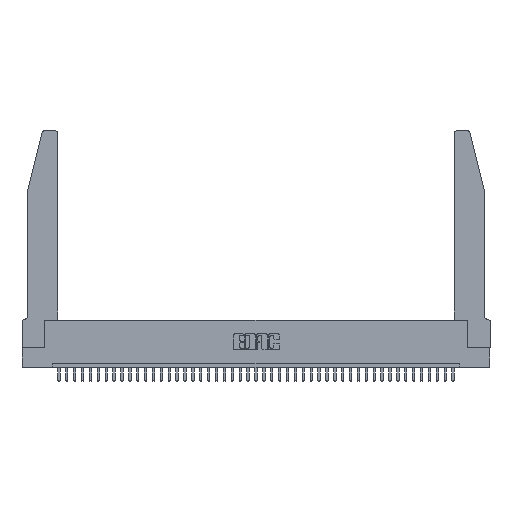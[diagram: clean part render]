
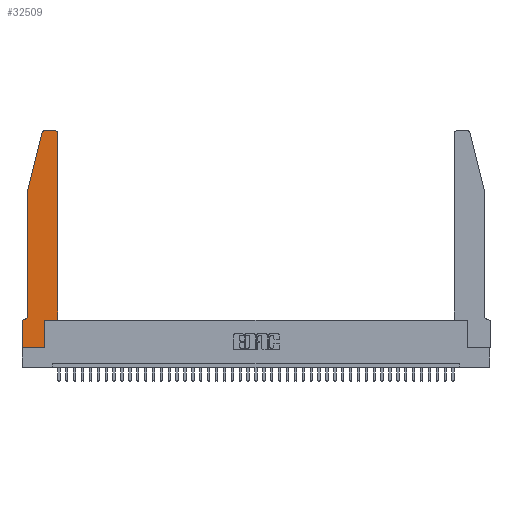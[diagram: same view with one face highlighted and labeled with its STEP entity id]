
A CAD part, top view. The second image highlights one B-rep face of the part: STEP entity #32509.
In plain terms, the highlighted planar face has unit normal (0, 0, 1).
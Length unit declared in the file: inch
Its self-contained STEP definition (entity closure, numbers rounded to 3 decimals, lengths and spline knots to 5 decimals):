
#305 = ORIENTED_EDGE ( 'NONE', *, *, #13660, .T. ) ;
#1143 = VECTOR ( 'NONE', #14262, 39.37008 ) ;
#1202 = AXIS2_PLACEMENT_3D ( 'NONE', #20441, #29726, #20001 ) ;
#2255 = LINE ( 'NONE', #10717, #1143 ) ;
#2662 = ORIENTED_EDGE ( 'NONE', *, *, #8087, .T. ) ;
#2937 = VERTEX_POINT ( 'NONE', #26789 ) ;
#3610 = DIRECTION ( 'NONE',  ( 1., 0., 0. ) ) ;
#4419 = VERTEX_POINT ( 'NONE', #22222 ) ;
#4484 = CARTESIAN_POINT ( 'NONE',  ( 0.0755, 2., 0.37 ) ) ;
#4499 = CARTESIAN_POINT ( 'NONE',  ( 0.0755, 2., 0.37 ) ) ;
#4840 = CARTESIAN_POINT ( 'NONE',  ( 0., 0., 0.37 ) ) ;
#4926 = ORIENTED_EDGE ( 'NONE', *, *, #36167, .T. ) ;
#5955 = VERTEX_POINT ( 'NONE', #37967 ) ;
#6443 = EDGE_CURVE ( 'NONE', #23363, #10134, #24805, .T. ) ;
#6992 = VECTOR ( 'NONE', #21897, 39.37008 ) ;
#7606 = ORIENTED_EDGE ( 'NONE', *, *, #28654, .T. ) ;
#8087 = EDGE_CURVE ( 'NONE', #27653, #4419, #8600, .T. ) ;
#8360 = EDGE_CURVE ( 'NONE', #10134, #27653, #12658, .T. ) ;
#8600 = LINE ( 'NONE', #24697, #29300 ) ;
#8696 = LINE ( 'NONE', #27545, #32456 ) ;
#8818 = DIRECTION ( 'NONE',  ( 0., -1., 0. ) ) ;
#9668 = EDGE_CURVE ( 'NONE', #13235, #2937, #33794, .T. ) ;
#9750 = VERTEX_POINT ( 'NONE', #11110 ) ;
#10134 = VERTEX_POINT ( 'NONE', #4840 ) ;
#10517 = CARTESIAN_POINT ( 'NONE',  ( 0., 0., 0.37 ) ) ;
#10629 = FACE_OUTER_BOUND ( 'NONE', #24490, .T. ) ;
#10661 = PLANE ( 'NONE',  #1202 ) ;
#10717 = CARTESIAN_POINT ( 'NONE',  ( 0.0755, 0.35, 0.37 ) ) ;
#11103 = EDGE_CURVE ( 'NONE', #9750, #38766, #19042, .T. ) ;
#11110 = CARTESIAN_POINT ( 'NONE',  ( 0.0755, 2., 0.37 ) ) ;
#11425 = VECTOR ( 'NONE', #8818, 39.37008 ) ;
#11470 = CIRCLE ( 'NONE', #31896, 0.03 ) ;
#12658 = LINE ( 'NONE', #14945, #6992 ) ;
#13235 = VERTEX_POINT ( 'NONE', #19562 ) ;
#13637 = CARTESIAN_POINT ( 'NONE',  ( 0.284, 2.72, 0.37 ) ) ;
#13660 = EDGE_CURVE ( 'NONE', #35514, #5955, #23800, .T. ) ;
#13862 = DIRECTION ( 'NONE',  ( -1., 0., 0. ) ) ;
#14171 = VECTOR ( 'NONE', #14316, 39.37008 ) ;
#14262 = DIRECTION ( 'NONE',  ( -1., 0., 0. ) ) ;
#14316 = DIRECTION ( 'NONE',  ( -0.239, -0.971, 0. ) ) ;
#14408 = DIRECTION ( 'NONE',  ( -1., 0., 0. ) ) ;
#14945 = CARTESIAN_POINT ( 'NONE',  ( 0., 0., 0.37 ) ) ;
#15586 = CARTESIAN_POINT ( 'NONE',  ( 0., 0.35, 0.37 ) ) ;
#16148 = ORIENTED_EDGE ( 'NONE', *, *, #11103, .T. ) ;
#16809 = CARTESIAN_POINT ( 'NONE',  ( 0.0755, 0.42, 0.37 ) ) ;
#16879 = LINE ( 'NONE', #20294, #26013 ) ;
#16972 = CARTESIAN_POINT ( 'NONE',  ( 0.4205, 2.72, 0.37 ) ) ;
#16976 = CIRCLE ( 'NONE', #30506, 0.07 ) ;
#17139 = ORIENTED_EDGE ( 'NONE', *, *, #41703, .T. ) ;
#17141 = VECTOR ( 'NONE', #30011, 39.37008 ) ;
#17344 = CARTESIAN_POINT ( 'NONE',  ( 0.4205, 2.75, 0.37 ) ) ;
#17491 = DIRECTION ( 'NONE',  ( 0., 0., 1. ) ) ;
#17773 = DIRECTION ( 'NONE',  ( 0., 1., 0. ) ) ;
#17849 = ORIENTED_EDGE ( 'NONE', *, *, #8360, .T. ) ;
#18712 = VERTEX_POINT ( 'NONE', #17344 ) ;
#19042 = LINE ( 'NONE', #4499, #11425 ) ;
#19562 = CARTESIAN_POINT ( 'NONE',  ( 0.4505, 0.35, 0.37 ) ) ;
#20001 = DIRECTION ( 'NONE',  ( 1., 0., 0. ) ) ;
#20010 = ORIENTED_EDGE ( 'NONE', *, *, #9668, .T. ) ;
#20294 = CARTESIAN_POINT ( 'NONE',  ( 0.4505, 0.35, 0.37 ) ) ;
#20441 = CARTESIAN_POINT ( 'NONE',  ( 0., 0.35, 0.37 ) ) ;
#21897 = DIRECTION ( 'NONE',  ( 1., 0., 0. ) ) ;
#22149 = ORIENTED_EDGE ( 'NONE', *, *, #28618, .T. ) ;
#22222 = CARTESIAN_POINT ( 'NONE',  ( 0.2865, 0.35, 0.37 ) ) ;
#22941 = CARTESIAN_POINT ( 'NONE',  ( 0.284, 2.75, 0.37 ) ) ;
#23363 = VERTEX_POINT ( 'NONE', #15586 ) ;
#23800 = CIRCLE ( 'NONE', #26402, 0.03 ) ;
#24490 = EDGE_LOOP ( 'NONE', ( #4926, #305, #17139, #16148, #7606, #29314, #40594, #17849, #2662, #29271, #20010, #22149 ) ) ;
#24697 = CARTESIAN_POINT ( 'NONE',  ( 0.2865, 0.35, 0.37 ) ) ;
#24805 = LINE ( 'NONE', #10517, #17141 ) ;
#26013 = VECTOR ( 'NONE', #30028, 39.37008 ) ;
#26402 = AXIS2_PLACEMENT_3D ( 'NONE', #13637, #17491, #40172 ) ;
#26789 = CARTESIAN_POINT ( 'NONE',  ( 0.4505, 2.72, 0.37 ) ) ;
#27211 = VECTOR ( 'NONE', #17773, 39.37008 ) ;
#27545 = CARTESIAN_POINT ( 'NONE',  ( 0.2605, 2.75, 0.37 ) ) ;
#27653 = VERTEX_POINT ( 'NONE', #41890 ) ;
#27856 = LINE ( 'NONE', #4484, #14171 ) ;
#28618 = EDGE_CURVE ( 'NONE', #2937, #18712, #11470, .T. ) ;
#28654 = EDGE_CURVE ( 'NONE', #38766, #37823, #16976, .T. ) ;
#29271 = ORIENTED_EDGE ( 'NONE', *, *, #34895, .T. ) ;
#29300 = VECTOR ( 'NONE', #37448, 39.37008 ) ;
#29314 = ORIENTED_EDGE ( 'NONE', *, *, #29854, .T. ) ;
#29726 = DIRECTION ( 'NONE',  ( 0., 0., 1. ) ) ;
#29854 = EDGE_CURVE ( 'NONE', #37823, #23363, #2255, .T. ) ;
#30011 = DIRECTION ( 'NONE',  ( 0., -1., 0. ) ) ;
#30028 = DIRECTION ( 'NONE',  ( 1., 0., 0. ) ) ;
#30506 = AXIS2_PLACEMENT_3D ( 'NONE', #36086, #32945, #13862 ) ;
#31896 = AXIS2_PLACEMENT_3D ( 'NONE', #16972, #33075, #3610 ) ;
#32456 = VECTOR ( 'NONE', #14408, 39.37008 ) ;
#32509 = ADVANCED_FACE ( 'NONE', ( #10629 ), #10661, .T. ) ;
#32945 = DIRECTION ( 'NONE',  ( 0., 0., -1. ) ) ;
#33075 = DIRECTION ( 'NONE',  ( 0., 0., 1. ) ) ;
#33794 = LINE ( 'NONE', #40440, #27211 ) ;
#34895 = EDGE_CURVE ( 'NONE', #4419, #13235, #16879, .T. ) ;
#35514 = VERTEX_POINT ( 'NONE', #22941 ) ;
#36086 = CARTESIAN_POINT ( 'NONE',  ( 0.0055, 0.42, 0.37 ) ) ;
#36167 = EDGE_CURVE ( 'NONE', #18712, #35514, #8696, .T. ) ;
#36875 = CARTESIAN_POINT ( 'NONE',  ( 0.0055, 0.35, 0.37 ) ) ;
#37448 = DIRECTION ( 'NONE',  ( 0., 1., 0. ) ) ;
#37823 = VERTEX_POINT ( 'NONE', #36875 ) ;
#37967 = CARTESIAN_POINT ( 'NONE',  ( 0.25487, 2.72718, 0.37 ) ) ;
#38766 = VERTEX_POINT ( 'NONE', #16809 ) ;
#40172 = DIRECTION ( 'NONE',  ( 1., 0., 0. ) ) ;
#40440 = CARTESIAN_POINT ( 'NONE',  ( 0.4505, 0.35, 0.37 ) ) ;
#40594 = ORIENTED_EDGE ( 'NONE', *, *, #6443, .T. ) ;
#41703 = EDGE_CURVE ( 'NONE', #5955, #9750, #27856, .T. ) ;
#41890 = CARTESIAN_POINT ( 'NONE',  ( 0.2865, 0., 0.37 ) ) ;
